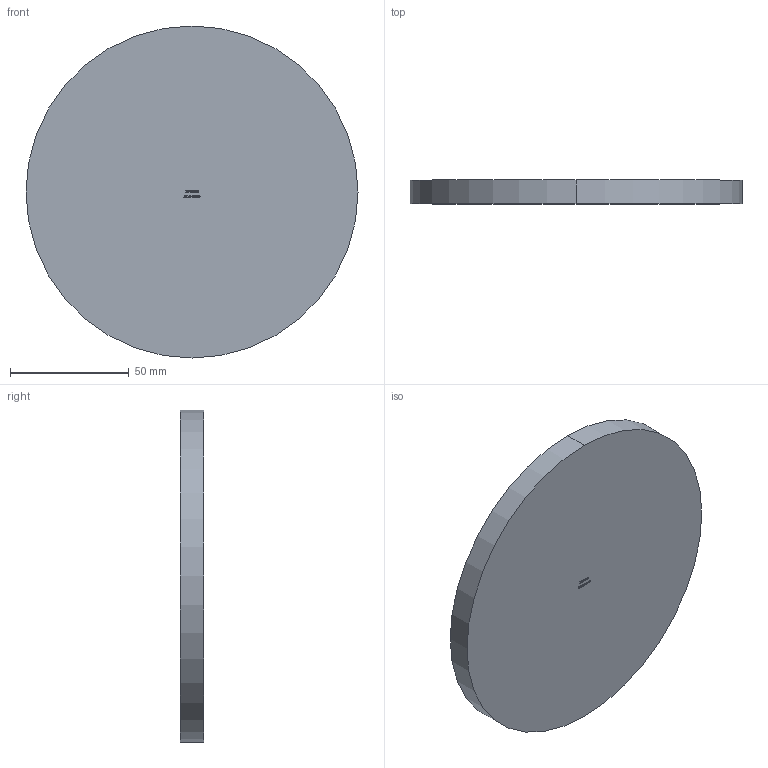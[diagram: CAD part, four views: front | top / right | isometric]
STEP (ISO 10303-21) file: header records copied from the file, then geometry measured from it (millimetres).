
FILE_DESCRIPTION (( 'STEP AP203' ), '1' );
FILE_NAME ('53140-240-10.step', '2020-10-16T11:30:34', ( '' ), ( '' ), 'SwSTEP 2.0', 'SolidWorks 2018', '' );
FILE_SCHEMA (( 'CONFIG_CONTROL_DESIGN' ));
Length unit declared in the file: millimetre
Products named in the file (2): 53140-240-10
Bounding box: 140 x 10 x 140 mm (x, y, z)
Volume: 153937.8 mm3; surface area: 35192.2 mm2
Topology: 1 solids, 1 shells, 250 faces, 660 edges, 440 vertices
Faces by surface type: plane 145, bspline 103, cylinder 2
Entity records: 13721 total; most frequent: CARTESIAN_POINT 8071, ORIENTED_EDGE 1320, DIRECTION 756, EDGE_CURVE 660, VECTOR 450, LINE 450, VERTEX_POINT 440, EDGE_LOOP 278
